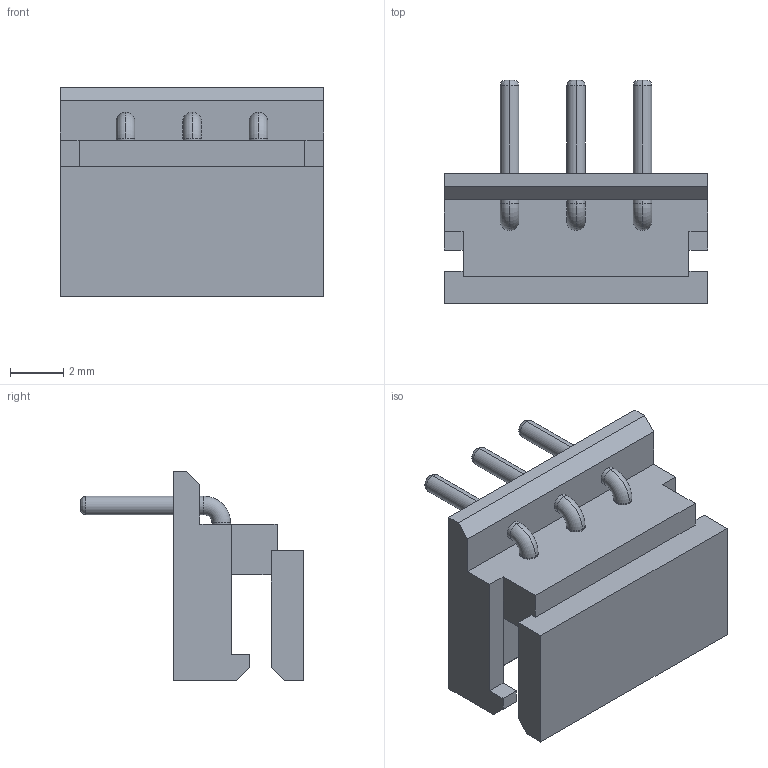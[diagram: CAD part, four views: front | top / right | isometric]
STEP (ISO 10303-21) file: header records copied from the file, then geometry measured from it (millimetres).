
FILE_DESCRIPTION(('STEP AP242'),'1');
FILE_NAME('0022057035.stp','2025-02-27T02:20:56',('TraceParts'),('TraceParts S.A.'),'Spatial InterOp 3D',' ',' ');
FILE_SCHEMA(('AP242_MANAGED_MODEL_BASED_3D_ENGINEERING_MIM_LF {1 0 10303 442 1 1 4}'));
Length unit declared in the file: millimetre
Products named in the file (1): 0022057035
Bounding box: 9.9 x 8.4 x 7.9 mm (x, y, z)
Volume: 173.4 mm3; surface area: 438.3 mm2
Topology: 1 solids, 1 shells, 91 faces, 237 edges, 154 vertices
Faces by surface type: plane 55, cylinder 24, bspline 6, torus 6
Entity records: 2962 total; most frequent: CARTESIAN_POINT 663, DIRECTION 475, ORIENTED_EDGE 474, EDGE_CURVE 237, LINE 159, VECTOR 159, AXIS2_PLACEMENT_3D 158, VERTEX_POINT 154
